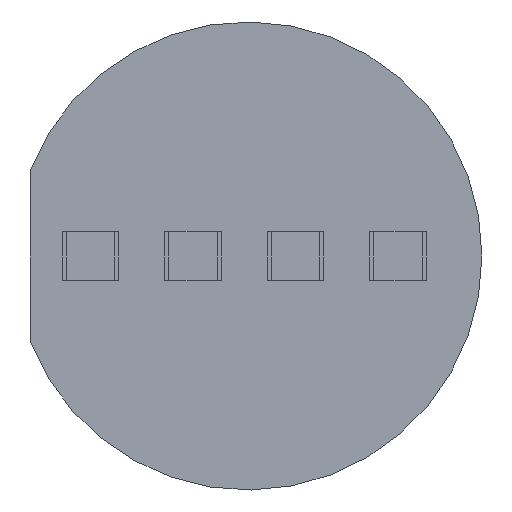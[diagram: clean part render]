
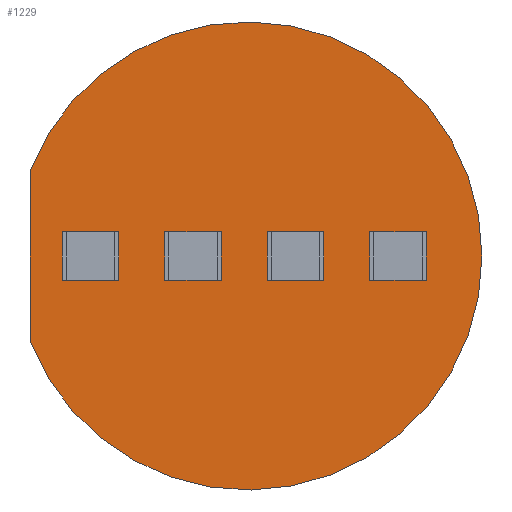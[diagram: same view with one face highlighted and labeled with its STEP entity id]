
A CAD part, front view. The second image highlights one B-rep face of the part: STEP entity #1229.
In plain terms, the highlighted planar face has unit normal (0, -1, 0).
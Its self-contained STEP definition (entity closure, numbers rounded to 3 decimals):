
#26=LINE('',#1817,#191);
#191=VECTOR('',#1424,1000.);
#364=PLANE('',#1327);
#436=FACE_OUTER_BOUND('',#509,.T.);
#509=EDGE_LOOP('',(#887,#888));
#583=CIRCLE('',#1326,2.9);
#593=VERTEX_POINT('',#1811);
#594=VERTEX_POINT('',#1813);
#708=EDGE_CURVE('',#593,#594,#583,.T.);
#710=EDGE_CURVE('',#594,#593,#26,.T.);
#887=ORIENTED_EDGE('',*,*,#708,.F.);
#888=ORIENTED_EDGE('',*,*,#710,.F.);
#1229=ADVANCED_FACE('',(#436),#364,.F.);
#1326=AXIS2_PLACEMENT_3D('',#1814,#1419,#1420);
#1327=AXIS2_PLACEMENT_3D('',#1816,#1422,#1423);
#1419=DIRECTION('center_axis',(0.,1.,0.));
#1420=DIRECTION('ref_axis',(0.,0.,1.));
#1422=DIRECTION('center_axis',(0.,1.,0.));
#1423=DIRECTION('ref_axis',(0.,0.,1.));
#1424=DIRECTION('',(0.,0.,1.));
#1811=CARTESIAN_POINT('',(-2.7,5.,1.058));
#1813=CARTESIAN_POINT('',(-2.7,5.,-1.058));
#1814=CARTESIAN_POINT('Origin',(0.,5.,0.));
#1816=CARTESIAN_POINT('Origin',(0.,5.,0.));
#1817=CARTESIAN_POINT('',(-2.7,5.,-1.058));
